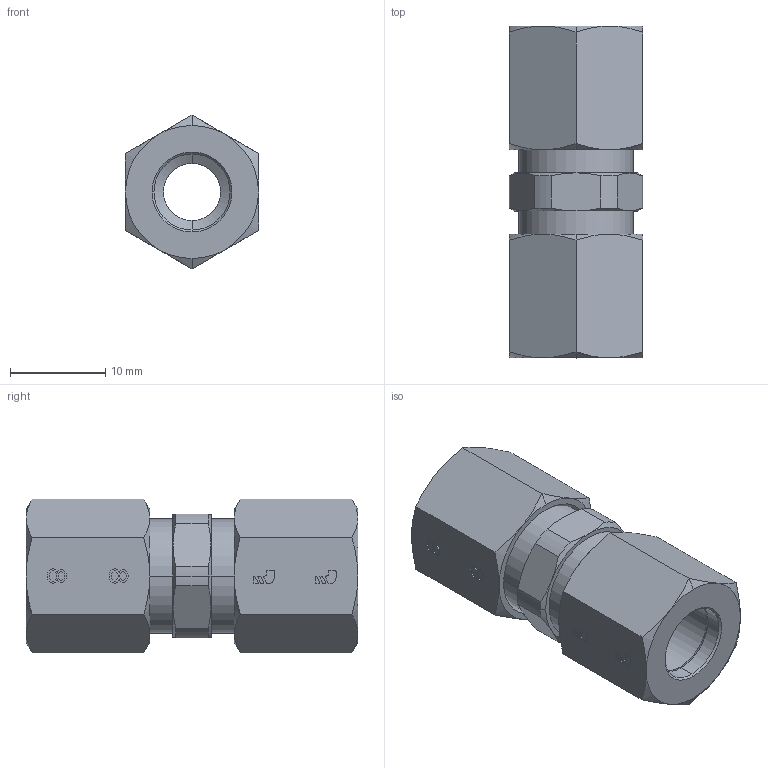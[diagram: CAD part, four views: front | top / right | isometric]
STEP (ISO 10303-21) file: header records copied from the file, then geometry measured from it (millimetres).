
FILE_DESCRIPTION(('STEP AP214'),'1');
FILE_NAME('1806_08_00.stp','2016-07-07T14:24:37',('TraceParts'),('TraceParts S.A.'),'Spatial InterOp 3D',' ',' ');
FILE_SCHEMA(('automotive_design'));
Length unit declared in the file: millimetre
Products named in the file (5): 1806-08-00_asm|1806-08-00:1#1806-08-00;1806-08-00; 1806-08-00_asm|1824-08-00:1#1824-08-00;1824-08-00; 1806-08-00_asm|1824-08-00:2#1824-08-00;1824-08-00; 1806-08-00_asm|1810-08-00:1#1810-08-00;1810-08-00; 1806-08-00_asm|1810-08-00:2#1810-08-00;1810-08-00
Bounding box: 14 x 34.9 x 16.17 mm (x, y, z)
Volume: 4044 mm3; surface area: 4727 mm2
Topology: 5 solids, 5 shells, 570 faces, 1502 edges, 966 vertices
Faces by surface type: plane 372, cylinder 102, cone 84, torus 12
Entity records: 22004 total; most frequent: CARTESIAN_POINT 3187, ORIENTED_EDGE 3004, DIRECTION 2882, EDGE_CURVE 1502, LINE 1128, VECTOR 1128, VERTEX_POINT 966, AXIS2_PLACEMENT_3D 877
